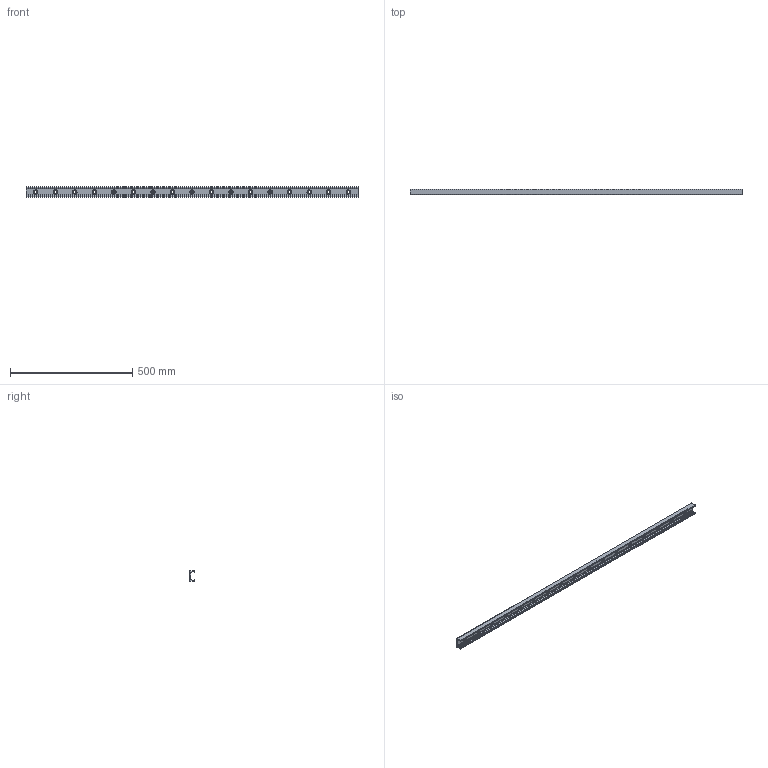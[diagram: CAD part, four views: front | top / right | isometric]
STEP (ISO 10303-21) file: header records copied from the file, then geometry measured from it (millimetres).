
FILE_DESCRIPTION((''),'2;1');
FILE_NAME('LCX 43-1360.C.stp','2016-04-28T09:27:00',('MRathmann'),(''),'Autodesk Inventor 2012','Autodesk Inventor 2012','');
FILE_SCHEMA(('CONFIG_CONTROL_DESIGN'));
Length unit declared in the file: millimetre
Products named in the file (1): LCX 43-1360.C
Bounding box: 1360 x 21 x 43 mm (x, y, z)
Volume: 459015 mm3; surface area: 218256.6 mm2
Topology: 1 solids, 1 shells, 79 faces, 197 edges, 137 vertices
Faces by surface type: cylinder 47, plane 32
Full cylindrical faces by diameter (mm): 10.5 x17, 18 x17
Entity records: 2192 total; most frequent: DIRECTION 400, CARTESIAN_POINT 346, ORIENTED_EDGE 292, AXIS2_PLACEMENT_3D 174, EDGE_LOOP 164, EDGE_CURVE 146, VERTEX_POINT 120, CIRCLE 94
